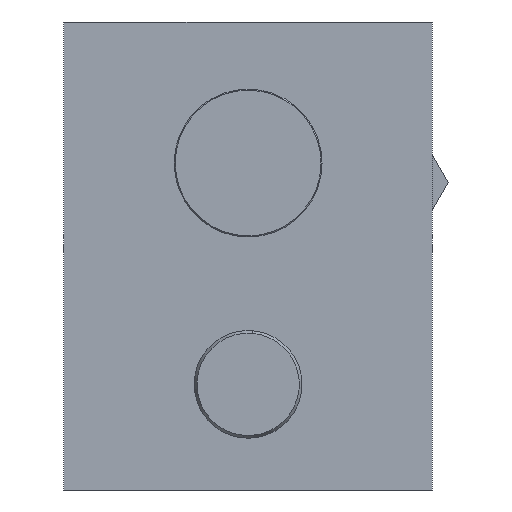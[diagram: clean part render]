
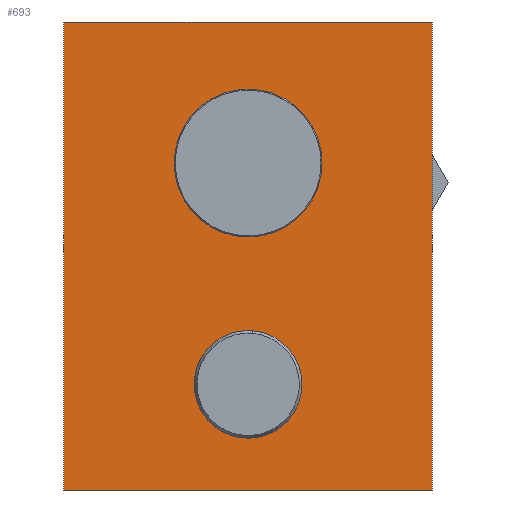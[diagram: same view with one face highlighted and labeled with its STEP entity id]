
A CAD part, front view. The second image highlights one B-rep face of the part: STEP entity #693.
In plain terms, the highlighted planar face has unit normal (0, -1, 0).
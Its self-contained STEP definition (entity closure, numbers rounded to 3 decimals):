
#347 = DIRECTION ( 'NONE',  ( 0., 0., 1. ) ) ;
#348 = DIRECTION ( 'NONE',  ( 0., 1., 0. ) ) ;
#407 = FACE_BOUND ( 'NONE', #773, .T. ) ;
#411 = LINE ( 'NONE', #432, #451 ) ;
#425 = FACE_BOUND ( 'NONE', #768, .T. ) ;
#432 = CARTESIAN_POINT ( 'NONE',  ( -17.45, 0., -22.15 ) ) ;
#441 = CARTESIAN_POINT ( 'NONE',  ( 0., 0., -12.15 ) ) ;
#442 = DIRECTION ( 'NONE',  ( 1., 0., 0. ) ) ;
#443 = AXIS2_PLACEMENT_3D ( 'NONE', #441, #459, #458 ) ;
#444 = FACE_OUTER_BOUND ( 'NONE', #732, .T. ) ;
#451 = VECTOR ( 'NONE', #442, 1000. ) ;
#458 = DIRECTION ( 'NONE',  ( 0., 0., 1. ) ) ;
#459 = DIRECTION ( 'NONE',  ( 0., 1., 0. ) ) ;
#463 = CIRCLE ( 'NONE', #471, 7. ) ;
#464 = PLANE ( 'NONE',  #469 ) ;
#465 = CARTESIAN_POINT ( 'NONE',  ( -17.45, 0., 22.15 ) ) ;
#466 = DIRECTION ( 'NONE',  ( 0., 1., 0. ) ) ;
#467 = DIRECTION ( 'NONE',  ( 0., 0., 1. ) ) ;
#468 = CARTESIAN_POINT ( 'NONE',  ( 0., 0., 8.8 ) ) ;
#469 = AXIS2_PLACEMENT_3D ( 'NONE', #465, #466, #467 ) ;
#471 = AXIS2_PLACEMENT_3D ( 'NONE', #468, #348, #347 ) ;
#485 = CARTESIAN_POINT ( 'NONE',  ( -17.45, 0., -22.15 ) ) ;
#518 = CARTESIAN_POINT ( 'NONE',  ( 0., 0., 15.8 ) ) ;
#528 = CARTESIAN_POINT ( 'NONE',  ( 17.45, 0., 22.15 ) ) ;
#542 = DIRECTION ( 'NONE',  ( 0., 0., -1. ) ) ;
#543 = VECTOR ( 'NONE', #542, 1000. ) ;
#544 = CARTESIAN_POINT ( 'NONE',  ( 17.45, 0., 22.15 ) ) ;
#545 = LINE ( 'NONE', #544, #543 ) ;
#553 = DIRECTION ( 'NONE',  ( 0., 0., -1. ) ) ;
#554 = VECTOR ( 'NONE', #553, 1000. ) ;
#557 = CARTESIAN_POINT ( 'NONE',  ( -17.45, 0., 22.15 ) ) ;
#558 = LINE ( 'NONE', #557, #554 ) ;
#568 = CARTESIAN_POINT ( 'NONE',  ( -17.45, 0., 22.15 ) ) ;
#569 = CARTESIAN_POINT ( 'NONE',  ( -17.45, 0., 22.15 ) ) ;
#572 = VECTOR ( 'NONE', #579, 1000. ) ;
#575 = LINE ( 'NONE', #568, #572 ) ;
#579 = DIRECTION ( 'NONE',  ( 1., 0., 0. ) ) ;
#581 = AXIS2_PLACEMENT_3D ( 'NONE', #585, #582, #590 ) ;
#582 = DIRECTION ( 'NONE',  ( 0., 1., 0. ) ) ;
#583 = CIRCLE ( 'NONE', #581, 5.1 ) ;
#585 = CARTESIAN_POINT ( 'NONE',  ( 0., 0., -12.15 ) ) ;
#590 = DIRECTION ( 'NONE',  ( 0., 0., 1. ) ) ;
#675 = CIRCLE ( 'NONE', #443, 5.1 ) ;
#693 = ADVANCED_FACE ( 'NONE', ( #425, #407, #444 ), #464, .F. ) ;
#694 = ORIENTED_EDGE ( 'NONE', *, *, #695, .T. ) ;
#695 = EDGE_CURVE ( 'NONE', #699, #875, #463, .T. ) ;
#696 = ORIENTED_EDGE ( 'NONE', *, *, #749, .T. ) ;
#699 = VERTEX_POINT ( 'NONE', #518 ) ;
#716 = VERTEX_POINT ( 'NONE', #528 ) ;
#717 = EDGE_CURVE ( 'NONE', #716, #896, #545, .T. ) ;
#721 = ORIENTED_EDGE ( 'NONE', *, *, #772, .T. ) ;
#732 = EDGE_LOOP ( 'NONE', ( #696, #779, #775, #721 ) ) ;
#733 = ORIENTED_EDGE ( 'NONE', *, *, #836, .T. ) ;
#739 = ORIENTED_EDGE ( 'NONE', *, *, #864, .T. ) ;
#743 = ORIENTED_EDGE ( 'NONE', *, *, #776, .T. ) ;
#749 = EDGE_CURVE ( 'NONE', #765, #896, #411, .T. ) ;
#751 = VERTEX_POINT ( 'NONE', #569 ) ;
#756 = EDGE_CURVE ( 'NONE', #751, #716, #575, .T. ) ;
#765 = VERTEX_POINT ( 'NONE', #485 ) ;
#768 = EDGE_LOOP ( 'NONE', ( #743, #733 ) ) ;
#772 = EDGE_CURVE ( 'NONE', #751, #765, #558, .T. ) ;
#773 = EDGE_LOOP ( 'NONE', ( #694, #739 ) ) ;
#775 = ORIENTED_EDGE ( 'NONE', *, *, #756, .F. ) ;
#776 = EDGE_CURVE ( 'NONE', #871, #870, #583, .T. ) ;
#779 = ORIENTED_EDGE ( 'NONE', *, *, #717, .F. ) ;
#836 = EDGE_CURVE ( 'NONE', #870, #871, #675, .T. ) ;
#864 = EDGE_CURVE ( 'NONE', #875, #699, #1264, .T. ) ;
#870 = VERTEX_POINT ( 'NONE', #1244 ) ;
#871 = VERTEX_POINT ( 'NONE', #1243 ) ;
#875 = VERTEX_POINT ( 'NONE', #1249 ) ;
#896 = VERTEX_POINT ( 'NONE', #1312 ) ;
#1243 = CARTESIAN_POINT ( 'NONE',  ( 0., 0., -7.05 ) ) ;
#1244 = CARTESIAN_POINT ( 'NONE',  ( 0., 0., -17.25 ) ) ;
#1249 = CARTESIAN_POINT ( 'NONE',  ( 0., 0., 1.8 ) ) ;
#1254 = DIRECTION ( 'NONE',  ( 0., 0., 1. ) ) ;
#1255 = DIRECTION ( 'NONE',  ( 0., 1., 0. ) ) ;
#1256 = CARTESIAN_POINT ( 'NONE',  ( 0., 0., 8.8 ) ) ;
#1257 = AXIS2_PLACEMENT_3D ( 'NONE', #1256, #1255, #1254 ) ;
#1264 = CIRCLE ( 'NONE', #1257, 7. ) ;
#1312 = CARTESIAN_POINT ( 'NONE',  ( 17.45, 0., -22.15 ) ) ;
